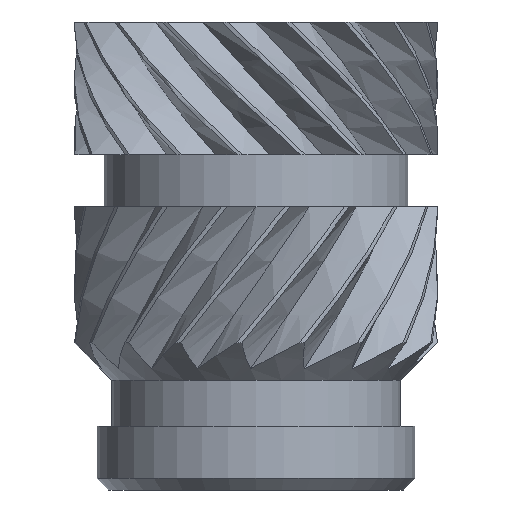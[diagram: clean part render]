
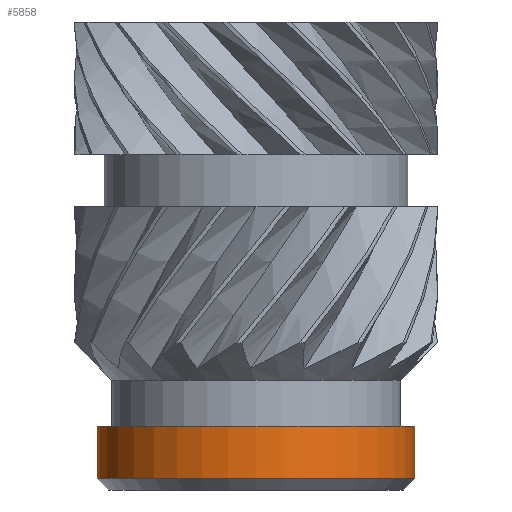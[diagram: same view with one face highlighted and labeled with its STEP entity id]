
A CAD part, front view. The second image highlights one B-rep face of the part: STEP entity #5858.
In plain terms, the highlighted cylindrical face has radius 2.75 mm (diameter 5.5 mm), a full revolution.
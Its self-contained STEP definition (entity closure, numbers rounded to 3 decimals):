
#446=FACE_OUTER_BOUND('',#787,.T.);
#787=EDGE_LOOP('',(#4622,#4623,#4624,#4625,#4626));
#1068=CIRCLE('',#6229,2.75);
#1069=CIRCLE('',#6230,2.75);
#1070=CIRCLE('',#6232,2.75);
#1610=LINE('',#12043,#1942);
#1942=VECTOR('',#6663,2.75);
#2526=VERTEX_POINT('',#12035);
#2527=VERTEX_POINT('',#12036);
#2528=VERTEX_POINT('',#12041);
#3283=EDGE_CURVE('',#2526,#2527,#1068,.T.);
#3284=EDGE_CURVE('',#2527,#2526,#1069,.T.);
#3286=EDGE_CURVE('',#2528,#2528,#1070,.T.);
#3287=EDGE_CURVE('',#2528,#2527,#1610,.T.);
#4622=ORIENTED_EDGE('',*,*,#3286,.F.);
#4623=ORIENTED_EDGE('',*,*,#3287,.T.);
#4624=ORIENTED_EDGE('',*,*,#3283,.F.);
#4625=ORIENTED_EDGE('',*,*,#3284,.F.);
#4626=ORIENTED_EDGE('',*,*,#3287,.F.);
#5712=CYLINDRICAL_SURFACE('',#6231,2.75);
#5858=ADVANCED_FACE('',(#446),#5712,.T.);
#6229=AXIS2_PLACEMENT_3D('',#12037,#6654,#6655);
#6230=AXIS2_PLACEMENT_3D('',#12038,#6656,#6657);
#6231=AXIS2_PLACEMENT_3D('',#12040,#6659,#6660);
#6232=AXIS2_PLACEMENT_3D('',#12042,#6661,#6662);
#6654=DIRECTION('center_axis',(0.,0.,-1.));
#6655=DIRECTION('ref_axis',(-1.,0.,0.));
#6656=DIRECTION('center_axis',(0.,0.,-1.));
#6657=DIRECTION('ref_axis',(-1.,0.,0.));
#6659=DIRECTION('center_axis',(0.,0.,1.));
#6660=DIRECTION('ref_axis',(1.,0.,0.));
#6661=DIRECTION('center_axis',(0.,0.,1.));
#6662=DIRECTION('ref_axis',(1.,0.,0.));
#6663=DIRECTION('',(0.,0.,-1.));
#12035=CARTESIAN_POINT('',(2.75,0.,0.2));
#12036=CARTESIAN_POINT('',(-2.75,0.,0.2));
#12037=CARTESIAN_POINT('Origin',(0.,0.,0.2));
#12038=CARTESIAN_POINT('Origin',(0.,0.,0.2));
#12040=CARTESIAN_POINT('Origin',(0.,0.,0.55));
#12041=CARTESIAN_POINT('',(-2.75,0.,1.1));
#12042=CARTESIAN_POINT('Origin',(0.,0.,1.1));
#12043=CARTESIAN_POINT('',(-2.75,0.,0.55));
